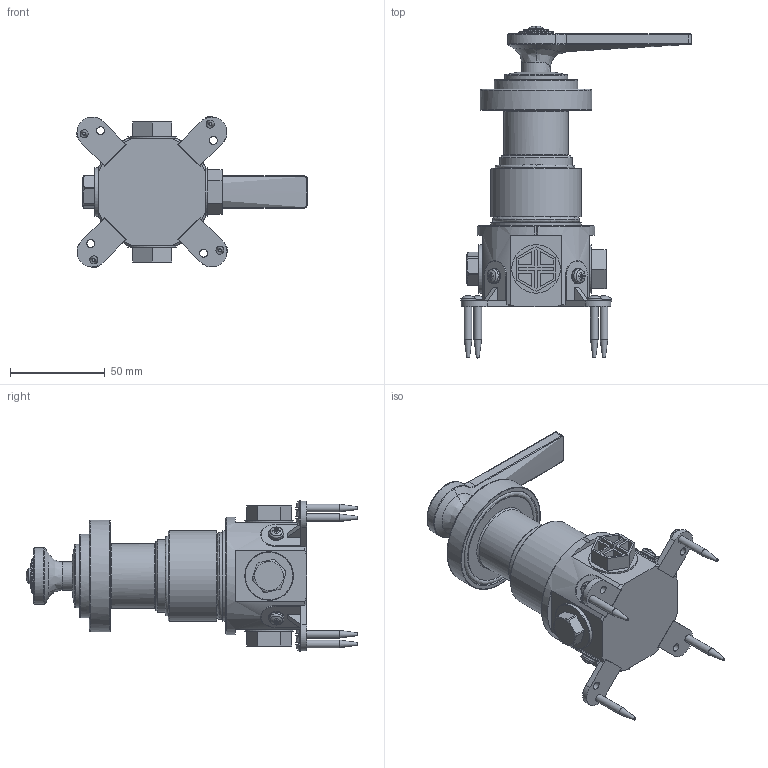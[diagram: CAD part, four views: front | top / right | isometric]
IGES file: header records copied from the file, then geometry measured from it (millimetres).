
Global section: file name: V768-TLF; native system: Autodesk Inventor 2018; preprocessor: unknown; author: adaniels; date: 20171003.144716; units: millimetre
Bounding box: 121.67 x 174.83 x 79.54 mm (x, y, z)
Volume: 247474.3 mm3; surface area: 116916.1 mm2
Topology: 42 solids, 42 shells, 1609 faces, 4308 edges, 2892 vertices
Faces by surface type: bspline 1609
